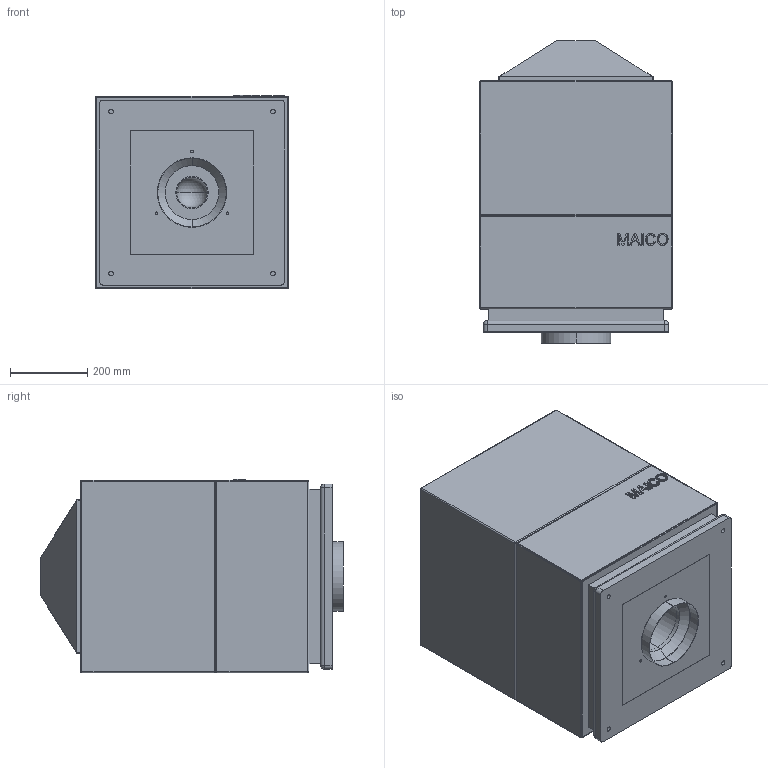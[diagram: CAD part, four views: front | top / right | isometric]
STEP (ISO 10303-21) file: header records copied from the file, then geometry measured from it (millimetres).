
FILE_DESCRIPTION (( 'STEP AP214' ), '1' );
FILE_NAME ('SDA_18.step', '2009-07-11T15:06:49', ( 'Wolfgang Schmidt' ), ( 'WS-KO' ), 'SwSTEP 2.0', 'SolidWorks 2008', '' );
FILE_SCHEMA (( 'AUTOMOTIVE_DESIGN' ));
Length unit declared in the file: millimetre
Products named in the file (1): SDA_18
Bounding box: 500 x 785 x 503 mm (x, y, z)
Volume: 51118054.7 mm3; surface area: 6107326 mm2
Topology: 3 solids, 3 shells, 327 faces, 794 edges, 474 vertices
Faces by surface type: plane 183, cylinder 74, bspline 36, sphere 32, cone 2
Entity records: 11473 total; most frequent: CARTESIAN_POINT 4036, ORIENTED_EDGE 1524, DIRECTION 1434, EDGE_CURVE 762, VECTOR 530, LINE 530, VERTEX_POINT 474, AXIS2_PLACEMENT_3D 452
